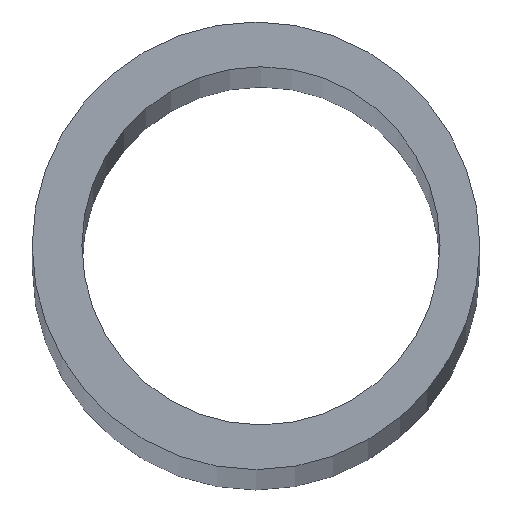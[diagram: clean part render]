
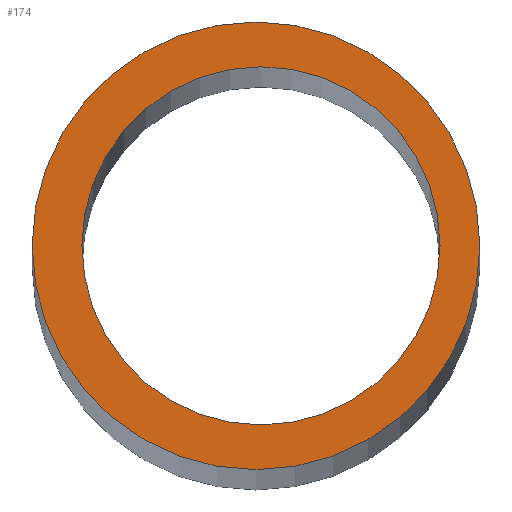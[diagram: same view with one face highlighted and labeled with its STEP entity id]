
A CAD part, top view. The second image highlights one B-rep face of the part: STEP entity #174.
In plain terms, the highlighted planar face has unit normal (0, 0, 1).
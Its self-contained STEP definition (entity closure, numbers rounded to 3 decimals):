
#1 = CARTESIAN_POINT ( 'NONE',  ( 0., 0., 130. ) ) ;
#2 = FACE_BOUND ( 'NONE', #224, .T. ) ;
#38 = DIRECTION ( 'NONE',  ( 1., 0., 0. ) ) ;
#39 = CARTESIAN_POINT ( 'NONE',  ( -5.111, 0., 130. ) ) ;
#51 = ORIENTED_EDGE ( 'NONE', *, *, #217, .F. ) ;
#56 = CIRCLE ( 'NONE', #242, 4. ) ;
#58 = CARTESIAN_POINT ( 'NONE',  ( -0.111, 0., 130. ) ) ;
#59 = CARTESIAN_POINT ( 'NONE',  ( -0.111, 0., 130. ) ) ;
#69 = EDGE_LOOP ( 'NONE', ( #101, #87 ) ) ;
#72 = CIRCLE ( 'NONE', #84, 5. ) ;
#74 = CARTESIAN_POINT ( 'NONE',  ( -4., 0., 130. ) ) ;
#80 = EDGE_CURVE ( 'NONE', #222, #88, #56, .T. ) ;
#84 = AXIS2_PLACEMENT_3D ( 'NONE', #58, #114, #154 ) ;
#87 = ORIENTED_EDGE ( 'NONE', *, *, #144, .T. ) ;
#88 = VERTEX_POINT ( 'NONE', #186 ) ;
#91 = DIRECTION ( 'NONE',  ( 0., 0., 1. ) ) ;
#93 = DIRECTION ( 'NONE',  ( 1., 0., 0. ) ) ;
#94 = CARTESIAN_POINT ( 'NONE',  ( -0.111, 0., 130. ) ) ;
#96 = CARTESIAN_POINT ( 'NONE',  ( 4.889, 0., 130. ) ) ;
#101 = ORIENTED_EDGE ( 'NONE', *, *, #202, .T. ) ;
#104 = AXIS2_PLACEMENT_3D ( 'NONE', #94, #133, #38 ) ;
#111 = FACE_OUTER_BOUND ( 'NONE', #69, .T. ) ;
#112 = AXIS2_PLACEMENT_3D ( 'NONE', #59, #230, #93 ) ;
#114 = DIRECTION ( 'NONE',  ( 0., 0., 1. ) ) ;
#131 = AXIS2_PLACEMENT_3D ( 'NONE', #1, #91, #231 ) ;
#133 = DIRECTION ( 'NONE',  ( 0., 0., 1. ) ) ;
#142 = CIRCLE ( 'NONE', #131, 4. ) ;
#144 = EDGE_CURVE ( 'NONE', #200, #205, #72, .T. ) ;
#154 = DIRECTION ( 'NONE',  ( 1., 0., 0. ) ) ;
#158 = ORIENTED_EDGE ( 'NONE', *, *, #80, .F. ) ;
#167 = DIRECTION ( 'NONE',  ( 0., 0., 1. ) ) ;
#168 = CARTESIAN_POINT ( 'NONE',  ( 0., 0., 130. ) ) ;
#174 = ADVANCED_FACE ( 'NONE', ( #111, #2 ), #229, .T. ) ;
#183 = CIRCLE ( 'NONE', #112, 5. ) ;
#186 = CARTESIAN_POINT ( 'NONE',  ( 4., 0., 130. ) ) ;
#200 = VERTEX_POINT ( 'NONE', #96 ) ;
#202 = EDGE_CURVE ( 'NONE', #205, #200, #183, .T. ) ;
#204 = DIRECTION ( 'NONE',  ( 1., 0., 0. ) ) ;
#205 = VERTEX_POINT ( 'NONE', #39 ) ;
#217 = EDGE_CURVE ( 'NONE', #88, #222, #142, .T. ) ;
#222 = VERTEX_POINT ( 'NONE', #74 ) ;
#224 = EDGE_LOOP ( 'NONE', ( #158, #51 ) ) ;
#229 = PLANE ( 'NONE',  #104 ) ;
#230 = DIRECTION ( 'NONE',  ( 0., 0., 1. ) ) ;
#231 = DIRECTION ( 'NONE',  ( 1., 0., 0. ) ) ;
#242 = AXIS2_PLACEMENT_3D ( 'NONE', #168, #167, #204 ) ;
